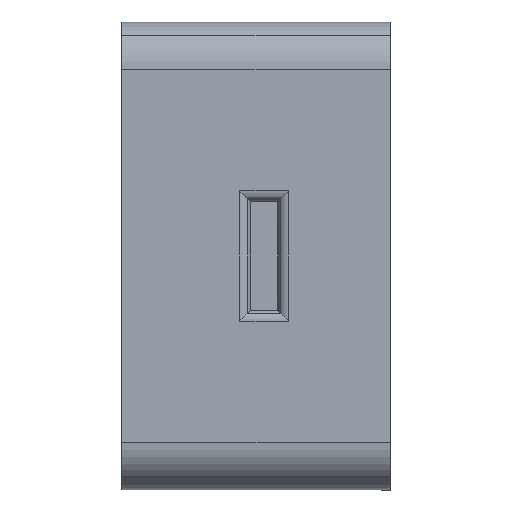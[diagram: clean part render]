
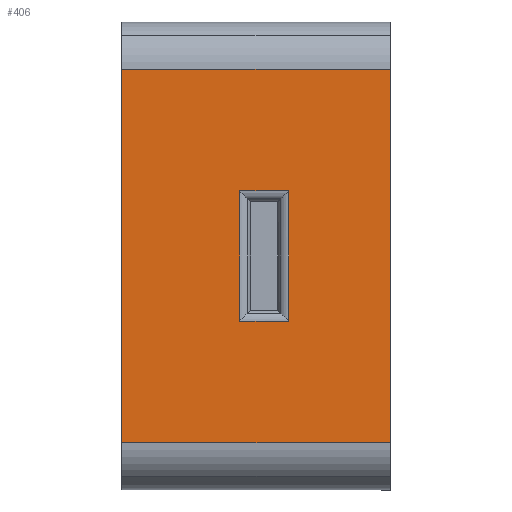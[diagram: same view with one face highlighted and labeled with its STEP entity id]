
A CAD part, left-side view. The second image highlights one B-rep face of the part: STEP entity #406.
In plain terms, the highlighted planar face has unit normal (-1, 0, 0).
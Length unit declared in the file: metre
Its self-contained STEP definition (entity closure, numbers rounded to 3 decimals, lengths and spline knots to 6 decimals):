
#406=ADVANCED_FACE('9:1700',(#1147,#1148),#1149,.T.);
#1147=FACE_OUTER_BOUND('',#2450,.T.);
#1148=FACE_BOUND('',#2451,.T.);
#1149=PLANE('',#2452);
#2450=EDGE_LOOP('',(#5195,#5196,#5197,#5198));
#2451=EDGE_LOOP('',(#5199,#5200,#5201,#5202));
#2452=AXIS2_PLACEMENT_3D('',#5203,#5204,#5205);
#5195=ORIENTED_EDGE('',*,*,#5354,.F.);
#5196=ORIENTED_EDGE('',*,*,#5823,.T.);
#5197=ORIENTED_EDGE('',*,*,#6199,.F.);
#5198=ORIENTED_EDGE('',*,*,#6200,.T.);
#5199=ORIENTED_EDGE('',*,*,#6171,.T.);
#5200=ORIENTED_EDGE('',*,*,#5386,.F.);
#5201=ORIENTED_EDGE('',*,*,#5390,.F.);
#5202=ORIENTED_EDGE('',*,*,#5393,.F.);
#5203=CARTESIAN_POINT('',(-0.01923,0.039064,0.021274));
#5204=DIRECTION('',(-1.0,0.,0.));
#5205=DIRECTION('',(0.,0.,-1.0));
#5354=EDGE_CURVE('1:585',#6265,#6267,#6268,.T.);
#5386=EDGE_CURVE('3:15350',#6328,#6330,#6331,.T.);
#5390=EDGE_CURVE('3:15164',#6335,#6328,#6337,.T.);
#5393=EDGE_CURVE('3:15409',#6339,#6335,#6341,.T.);
#5823=EDGE_CURVE('1:229',#6265,#7111,#7113,.T.);
#6171=EDGE_CURVE('3:13601',#6339,#6330,#7628,.T.);
#6199=EDGE_CURVE('1:549',#7658,#7111,#7660,.T.);
#6200=EDGE_CURVE('1:226',#7658,#6267,#7661,.F.);
#6265=VERTEX_POINT('',#7713);
#6267=VERTEX_POINT('',#7715);
#6268=LINE('',#7716,#7717);
#6328=VERTEX_POINT('',#7792);
#6330=VERTEX_POINT('',#7794);
#6331=LINE('',#7795,#7796);
#6335=VERTEX_POINT('',#7801);
#6337=LINE('',#7803,#7804);
#6339=VERTEX_POINT('',#7807);
#6341=LINE('',#7809,#7810);
#7111=VERTEX_POINT('',#8959);
#7113=LINE('',#8961,#8962);
#7628=LINE('',#9819,#9820);
#7658=VERTEX_POINT('',#9873);
#7660=LINE('',#9875,#9876);
#7661=LINE('',#9877,#9878);
#7713=CARTESIAN_POINT('',(-0.01923,0.039064,0.048774));
#7715=CARTESIAN_POINT('',(-0.01923,-0.000536,0.048774));
#7716=CARTESIAN_POINT('',(-0.01923,0.039064,0.048774));
#7717=VECTOR('',#9932,1.0);
#7792=CARTESIAN_POINT('',(-0.01923,0.021664,0.011674));
#7794=CARTESIAN_POINT('',(-0.01923,0.014464,0.011674));
#7795=CARTESIAN_POINT('',(-0.01923,0.029564,0.011674));
#7796=VECTOR('',#9996,1.0);
#7801=CARTESIAN_POINT('',(-0.01923,0.021664,0.030874));
#7803=CARTESIAN_POINT('',(-0.01923,0.021664,0.021274));
#7804=VECTOR('',#10004,1.0);
#7807=CARTESIAN_POINT('',(-0.01923,0.014464,0.030874));
#7809=CARTESIAN_POINT('',(-0.01923,0.029564,0.030874));
#7810=VECTOR('',#10009,1.0);
#8959=CARTESIAN_POINT('',(-0.01923,0.039064,-0.006226));
#8961=CARTESIAN_POINT('',(-0.01923,0.039064,0.028467));
#8962=VECTOR('',#10803,1.0);
#9819=CARTESIAN_POINT('',(-0.01923,0.014464,0.021274));
#9820=VECTOR('',#11197,1.0);
#9873=CARTESIAN_POINT('',(-0.01923,-0.000536,-0.006226));
#9875=CARTESIAN_POINT('',(-0.01923,0.039064,-0.006226));
#9876=VECTOR('',#11233,1.0);
#9877=CARTESIAN_POINT('',(-0.01923,-0.000536,0.021274));
#9878=VECTOR('',#11234,1.0);
#9932=DIRECTION('',(0.,-1.0,0.));
#9996=DIRECTION('',(0.,-1.0,0.));
#10004=DIRECTION('',(0.,0.,-1.0));
#10009=DIRECTION('',(0.,1.0,0.));
#10803=DIRECTION('',(0.,0.,-1.0));
#11197=DIRECTION('',(0.,0.,-1.0));
#11233=DIRECTION('',(0.0,1.0,0.));
#11234=DIRECTION('',(0.,0.,-1.0));
